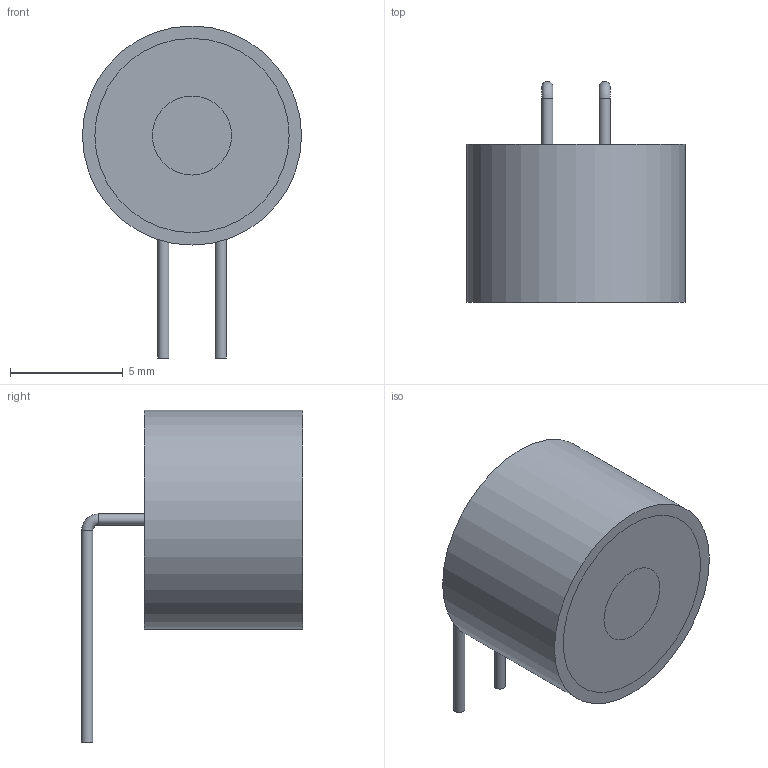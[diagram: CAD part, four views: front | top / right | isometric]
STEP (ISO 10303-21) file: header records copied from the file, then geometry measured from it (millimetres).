
FILE_DESCRIPTION(/* description */ (''),/* implementation_level */ '2;1');
FILE_NAME(/* name */ 'Mic-Electreet-LD-MC-9765-Angled.step',/* time_stamp */ '2021-12-07T11:55:35+01:00',/* author */ (''),/* organization */ (''),/* preprocessor_version */ 'ST-DEVELOPER v18.1',/* originating_system */ 'Autodesk Translation Framework v10.10.0.1391',/* authorisation */ '');
FILE_SCHEMA (('AUTOMOTIVE_DESIGN { 1 0 10303 214 3 1 1 }'));
Length unit declared in the file: millimetre
Products named in the file (1): Mic-Electreet-LD-MC-9765-Angled
Bounding box: 9.7 x 9.79 x 14.7 mm (x, y, z)
Volume: 522.1 mm3; surface area: 400.1 mm2
Topology: 3 solids, 3 shells, 15 faces, 23 edges, 16 vertices
Faces by surface type: plane 8, cylinder 5, torus 2
Full cylindrical faces by diameter (mm): 0.5 x4, 9.7 x1
Entity records: 390 total; most frequent: DIRECTION 73, CARTESIAN_POINT 55, ORIENTED_EDGE 46, AXIS2_PLACEMENT_3D 34, EDGE_CURVE 23, CIRCLE 18, EDGE_LOOP 17, VERTEX_POINT 16
